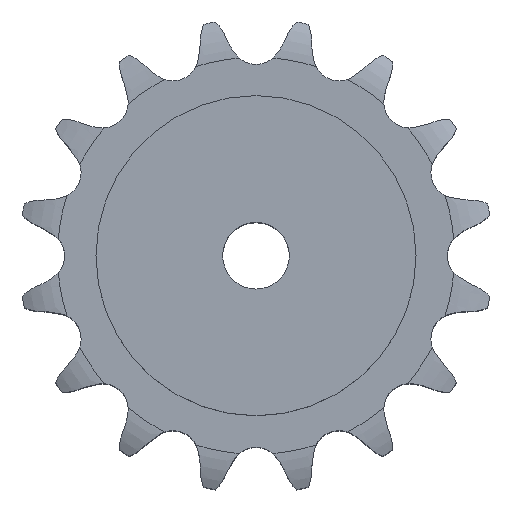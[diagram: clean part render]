
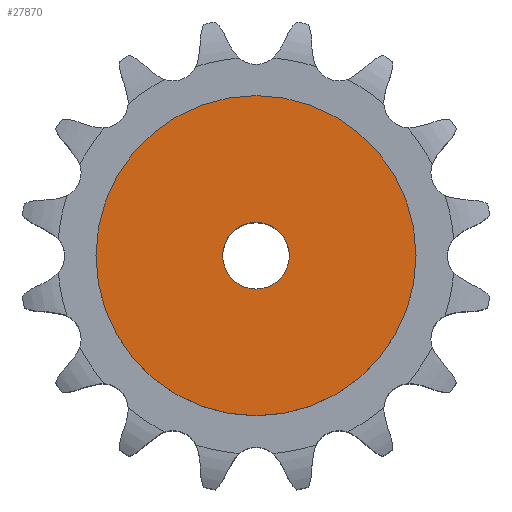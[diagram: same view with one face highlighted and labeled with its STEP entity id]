
A CAD part, top view. The second image highlights one B-rep face of the part: STEP entity #27870.
In plain terms, the highlighted planar face has unit normal (0, 0, 1).
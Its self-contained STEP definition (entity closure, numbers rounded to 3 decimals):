
#15117 = CYLINDRICAL_SURFACE('',#15118,12.5);
#15118 = AXIS2_PLACEMENT_3D('',#15119,#15120,#15121);
#15119 = CARTESIAN_POINT('',(0.,0.,301.436));
#15120 = DIRECTION('',(0.,0.,1.));
#15121 = DIRECTION('',(1.,0.,0.));
#19129 = EDGE_CURVE('',#19130,#19130,#19132,.T.);
#19130 = VERTEX_POINT('',#19131);
#19131 = CARTESIAN_POINT('',(12.5,0.,115.));
#19132 = SURFACE_CURVE('',#19133,(#19138,#19145),.PCURVE_S1.);
#19133 = CIRCLE('',#19134,12.5);
#19134 = AXIS2_PLACEMENT_3D('',#19135,#19136,#19137);
#19135 = CARTESIAN_POINT('',(0.,0.,115.));
#19136 = DIRECTION('',(0.,0.,1.));
#19137 = DIRECTION('',(1.,0.,0.));
#19138 = PCURVE('',#15117,#19139);
#19139 = DEFINITIONAL_REPRESENTATION('',(#19140),#19144);
#19140 = LINE('',#19141,#19142);
#19141 = CARTESIAN_POINT('',(0.,-186.436));
#19142 = VECTOR('',#19143,1.);
#19143 = DIRECTION('',(1.,0.));
#19144 = ( GEOMETRIC_REPRESENTATION_CONTEXT(2) 
PARAMETRIC_REPRESENTATION_CONTEXT() REPRESENTATION_CONTEXT('2D SPACE',''
  ) );
#19145 = PCURVE('',#19146,#19151);
#19146 = PLANE('',#19147);
#19147 = AXIS2_PLACEMENT_3D('',#19148,#19149,#19150);
#19148 = CARTESIAN_POINT('',(0.,0.,115.
    ));
#19149 = DIRECTION('',(0.,0.,1.));
#19150 = DIRECTION('',(1.,0.,0.));
#19151 = DEFINITIONAL_REPRESENTATION('',(#19152),#19156);
#19152 = CIRCLE('',#19153,12.5);
#19153 = AXIS2_PLACEMENT_2D('',#19154,#19155);
#19154 = CARTESIAN_POINT('',(0.,0.));
#19155 = DIRECTION('',(1.,0.));
#19156 = ( GEOMETRIC_REPRESENTATION_CONTEXT(2) 
PARAMETRIC_REPRESENTATION_CONTEXT() REPRESENTATION_CONTEXT('2D SPACE',''
  ) );
#27870 = ADVANCED_FACE('',(#27871,#27902),#19146,.T.);
#27871 = FACE_BOUND('',#27872,.T.);
#27872 = EDGE_LOOP('',(#27873));
#27873 = ORIENTED_EDGE('',*,*,#27874,.T.);
#27874 = EDGE_CURVE('',#27875,#27875,#27877,.T.);
#27875 = VERTEX_POINT('',#27876);
#27876 = CARTESIAN_POINT('',(60.,0.,115.));
#27877 = SURFACE_CURVE('',#27878,(#27883,#27890),.PCURVE_S1.);
#27878 = CIRCLE('',#27879,60.);
#27879 = AXIS2_PLACEMENT_3D('',#27880,#27881,#27882);
#27880 = CARTESIAN_POINT('',(0.,0.,115.));
#27881 = DIRECTION('',(0.,0.,1.));
#27882 = DIRECTION('',(1.,0.,0.));
#27883 = PCURVE('',#19146,#27884);
#27884 = DEFINITIONAL_REPRESENTATION('',(#27885),#27889);
#27885 = CIRCLE('',#27886,60.);
#27886 = AXIS2_PLACEMENT_2D('',#27887,#27888);
#27887 = CARTESIAN_POINT('',(0.,0.));
#27888 = DIRECTION('',(1.,0.));
#27889 = ( GEOMETRIC_REPRESENTATION_CONTEXT(2) 
PARAMETRIC_REPRESENTATION_CONTEXT() REPRESENTATION_CONTEXT('2D SPACE',''
  ) );
#27890 = PCURVE('',#27891,#27896);
#27891 = CYLINDRICAL_SURFACE('',#27892,60.);
#27892 = AXIS2_PLACEMENT_3D('',#27893,#27894,#27895);
#27893 = CARTESIAN_POINT('',(0.,0.,0.));
#27894 = DIRECTION('',(-0.,-0.,-1.));
#27895 = DIRECTION('',(1.,0.,0.));
#27896 = DEFINITIONAL_REPRESENTATION('',(#27897),#27901);
#27897 = LINE('',#27898,#27899);
#27898 = CARTESIAN_POINT('',(-0.,-115.));
#27899 = VECTOR('',#27900,1.);
#27900 = DIRECTION('',(-1.,0.));
#27901 = ( GEOMETRIC_REPRESENTATION_CONTEXT(2) 
PARAMETRIC_REPRESENTATION_CONTEXT() REPRESENTATION_CONTEXT('2D SPACE',''
  ) );
#27902 = FACE_BOUND('',#27903,.T.);
#27903 = EDGE_LOOP('',(#27904));
#27904 = ORIENTED_EDGE('',*,*,#19129,.F.);
